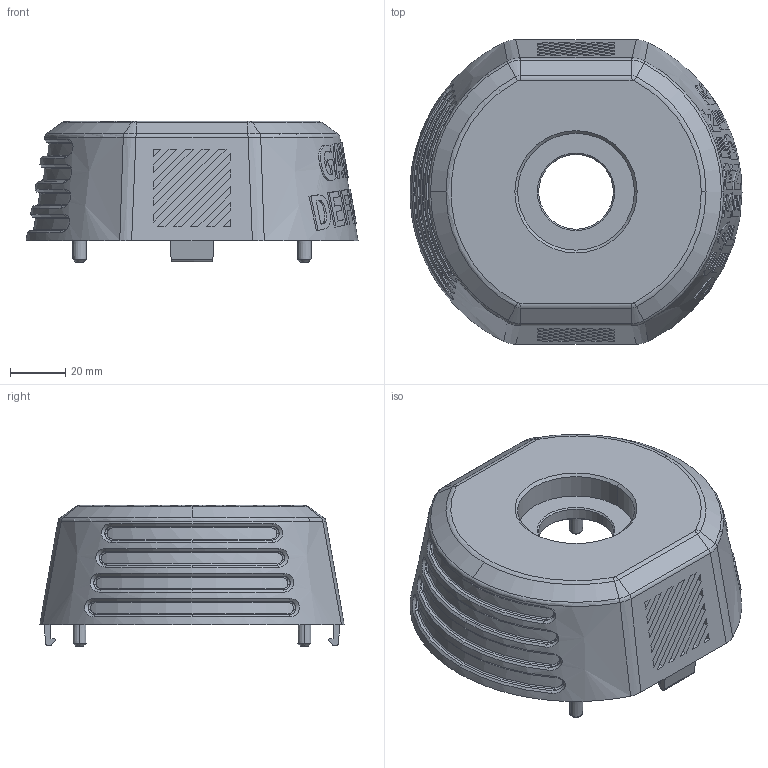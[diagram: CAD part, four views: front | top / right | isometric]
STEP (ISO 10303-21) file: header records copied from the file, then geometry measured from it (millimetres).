
FILE_DESCRIPTION (( 'STEP AP214' ), '1' );
FILE_NAME ('Cover.STEP', '2023-02-25T15:48:00', ( '' ), ( '' ), 'SwSTEP 2.0', 'SolidWorks 2023', '' );
FILE_SCHEMA (( 'AUTOMOTIVE_DESIGN' ));
Length unit declared in the file: millimetre
Products named in the file (1): Cover_Predeterminado
Bounding box: 120 x 110 x 51.1 mm (x, y, z)
Volume: 109321.4 mm3; surface area: 49827.1 mm2
Topology: 1 solids, 1 shells, 510 faces, 1287 edges, 832 vertices
Faces by surface type: bspline 219, plane 155, cone 67, cylinder 36, torus 33
Entity records: 27168 total; most frequent: CARTESIAN_POINT 16988, ORIENTED_EDGE 2574, EDGE_CURVE 1287, DIRECTION 1269, VERTEX_POINT 832, B_SPLINE_CURVE_WITH_KNOTS 766, EDGE_LOOP 565, ADVANCED_FACE 510
